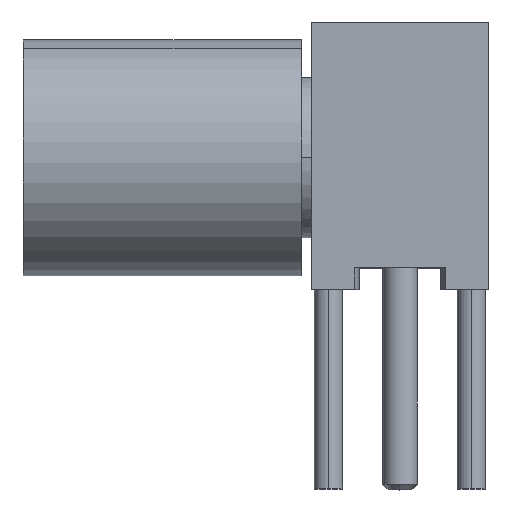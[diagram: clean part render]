
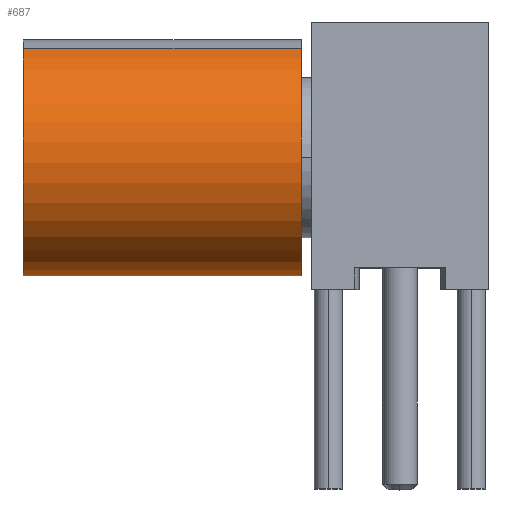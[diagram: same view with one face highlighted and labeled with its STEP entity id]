
A CAD part, top view. The second image highlights one B-rep face of the part: STEP entity #687.
In plain terms, the highlighted cylindrical face has radius 2.1 mm (diameter 4.2 mm), a partial arc.
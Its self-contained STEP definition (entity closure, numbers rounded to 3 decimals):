
#155 = CARTESIAN_POINT ( 'NONE',  ( 0.802, 1.941, 0.175 ) ) ;
#255 = AXIS2_PLACEMENT_3D ( 'NONE', #2747, #2732, #387 ) ;
#269 = VECTOR ( 'NONE', #914, 1000. ) ;
#372 = DIRECTION ( 'NONE',  ( -0.382, -0.924, 0. ) ) ;
#387 = DIRECTION ( 'NONE',  ( -0.382, -0.924, 0. ) ) ;
#403 = DIRECTION ( 'NONE',  ( 0., 0., -1. ) ) ;
#547 = CIRCLE ( 'NONE', #883, 2.1 ) ;
#553 = EDGE_CURVE ( 'NONE', #562, #1936, #547, .T. ) ;
#562 = VERTEX_POINT ( 'NONE', #155 ) ;
#581 = CYLINDRICAL_SURFACE ( 'NONE', #1408, 2.1 ) ;
#687 = ADVANCED_FACE ( 'NONE', ( #2477 ), #581, .T. ) ;
#720 = ORIENTED_EDGE ( 'NONE', *, *, #2998, .F. ) ;
#834 = EDGE_CURVE ( 'NONE', #2381, #1936, #838, .T. ) ;
#838 = LINE ( 'NONE', #2104, #269 ) ;
#883 = AXIS2_PLACEMENT_3D ( 'NONE', #1258, #1296, #372 ) ;
#914 = DIRECTION ( 'NONE',  ( 0., 0., -1. ) ) ;
#1093 = LINE ( 'NONE', #1300, #2558 ) ;
#1098 = DIRECTION ( 'NONE',  ( 0., 0., -1. ) ) ;
#1251 = CARTESIAN_POINT ( 'NONE',  ( 0.802, 1.941, 5.115 ) ) ;
#1254 = ORIENTED_EDGE ( 'NONE', *, *, #834, .T. ) ;
#1258 = CARTESIAN_POINT ( 'NONE',  ( 0., 0., 0.175 ) ) ;
#1296 = DIRECTION ( 'NONE',  ( 0., 0., -1. ) ) ;
#1297 = CARTESIAN_POINT ( 'NONE',  ( 0., 0., 0.175 ) ) ;
#1300 = CARTESIAN_POINT ( 'NONE',  ( 0.802, 1.941, 0.175 ) ) ;
#1408 = AXIS2_PLACEMENT_3D ( 'NONE', #1297, #1098, #1792 ) ;
#1459 = EDGE_LOOP ( 'NONE', ( #720, #1957, #1254, #2160 ) ) ;
#1792 = DIRECTION ( 'NONE',  ( -0.382, -0.924, 0. ) ) ;
#1936 = VERTEX_POINT ( 'NONE', #2718 ) ;
#1957 = ORIENTED_EDGE ( 'NONE', *, *, #2037, .T. ) ;
#2037 = EDGE_CURVE ( 'NONE', #2300, #2381, #2812, .T. ) ;
#2098 = CARTESIAN_POINT ( 'NONE',  ( -0.802, -1.941, 5.115 ) ) ;
#2104 = CARTESIAN_POINT ( 'NONE',  ( -0.802, -1.941, 0.175 ) ) ;
#2160 = ORIENTED_EDGE ( 'NONE', *, *, #553, .F. ) ;
#2300 = VERTEX_POINT ( 'NONE', #1251 ) ;
#2381 = VERTEX_POINT ( 'NONE', #2098 ) ;
#2477 = FACE_OUTER_BOUND ( 'NONE', #1459, .T. ) ;
#2558 = VECTOR ( 'NONE', #403, 1000. ) ;
#2718 = CARTESIAN_POINT ( 'NONE',  ( -0.802, -1.941, 0.175 ) ) ;
#2732 = DIRECTION ( 'NONE',  ( 0., 0., -1. ) ) ;
#2747 = CARTESIAN_POINT ( 'NONE',  ( 0., 0., 5.115 ) ) ;
#2812 = CIRCLE ( 'NONE', #255, 2.1 ) ;
#2998 = EDGE_CURVE ( 'NONE', #2300, #562, #1093, .T. ) ;
